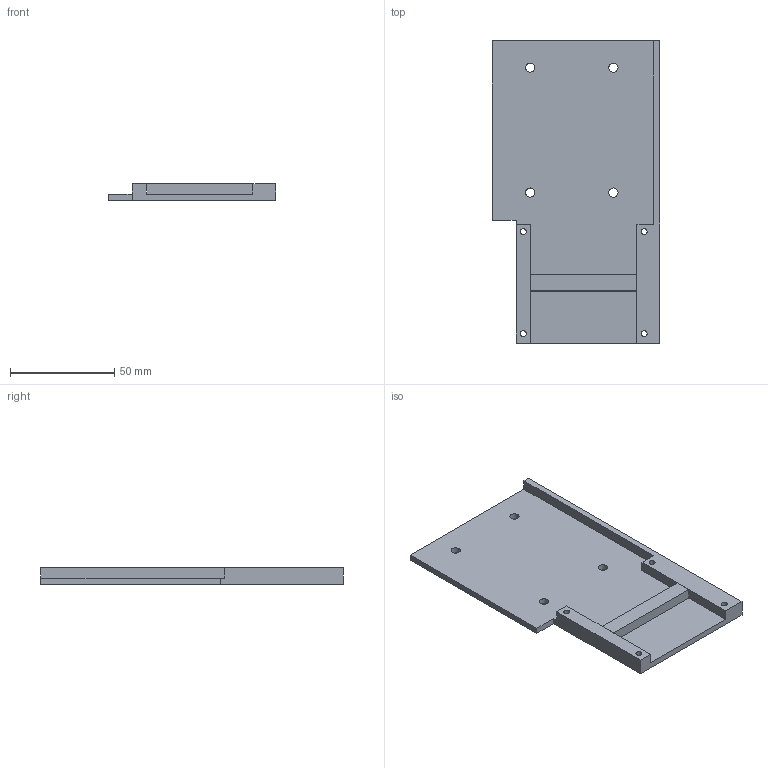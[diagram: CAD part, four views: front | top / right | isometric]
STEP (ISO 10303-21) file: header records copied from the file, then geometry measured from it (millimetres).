
FILE_DESCRIPTION(/* description */ (''),/* implementation_level */ '2;1');
FILE_NAME(/* name */ '',/* time_stamp */ '2025-06-04T23:19:01+08:00',/* author */ (''),/* organization */ (''),/* preprocessor_version */ 'ST-DEVELOPER v20.1',/* originating_system */ 'Autodesk Translation Framework v14.4.0.0',/* authorisation */ '');
FILE_SCHEMA (('AUTOMOTIVE_DESIGN { 1 0 10303 214 3 1 1 }'));
Length unit declared in the file: millimetre
Products named in the file (1): 大转接板
Bounding box: 80.38 x 145.1 x 8 mm (x, y, z)
Volume: 40687.4 mm3; surface area: 26534.3 mm2
Topology: 1 solids, 1 shells, 36 faces, 87 edges, 58 vertices
Faces by surface type: plane 24, cylinder 12
Full cylindrical faces by diameter (mm): 2.9 x4, 4.4 x4, 6 x4
Entity records: 1120 total; most frequent: DIRECTION 185, CARTESIAN_POINT 182, ORIENTED_EDGE 174, EDGE_CURVE 87, LINE 63, VECTOR 63, AXIS2_PLACEMENT_3D 61, VERTEX_POINT 58
